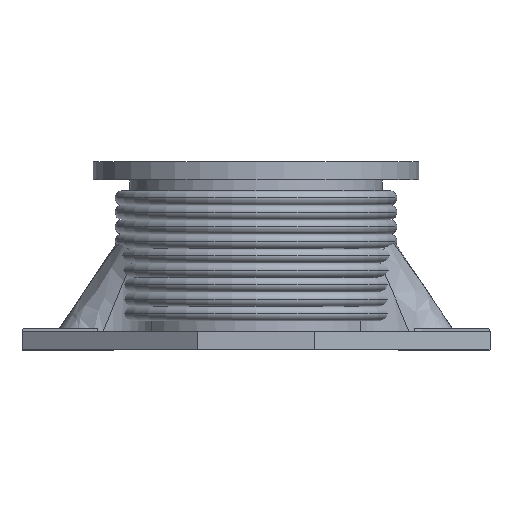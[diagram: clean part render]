
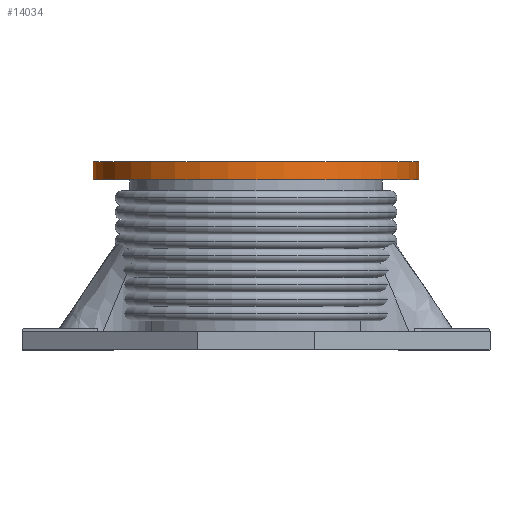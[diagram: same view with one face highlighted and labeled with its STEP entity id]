
A CAD part, front view. The second image highlights one B-rep face of the part: STEP entity #14034.
In plain terms, the highlighted cylindrical face has radius 4.5 mm (diameter 9 mm), a partial arc.
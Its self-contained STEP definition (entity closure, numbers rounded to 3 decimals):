
#2094 = DIRECTION ( 'NONE',  ( 0., 0., -1. ) ) ;
#2262 = EDGE_LOOP ( 'NONE', ( #12276, #20263, #19690, #4881 ) ) ;
#2361 = CARTESIAN_POINT ( 'NONE',  ( 4.5, 0., 4.7 ) ) ;
#2938 = DIRECTION ( 'NONE',  ( -1., 0., 0. ) ) ;
#3808 = LINE ( 'NONE', #12278, #18792 ) ;
#4165 = VERTEX_POINT ( 'NONE', #2361 ) ;
#4881 = ORIENTED_EDGE ( 'NONE', *, *, #7464, .T. ) ;
#5111 = CIRCLE ( 'NONE', #16751, 4.5 ) ;
#5455 = AXIS2_PLACEMENT_3D ( 'NONE', #7557, #21512, #10757 ) ;
#7464 = EDGE_CURVE ( 'NONE', #13095, #4165, #5111, .T. ) ;
#7557 = CARTESIAN_POINT ( 'NONE',  ( 0., 0., 5.2 ) ) ;
#8334 = CARTESIAN_POINT ( 'NONE',  ( -4.5, 0., 5.2 ) ) ;
#8533 = AXIS2_PLACEMENT_3D ( 'NONE', #18885, #15230, #2938 ) ;
#9392 = VERTEX_POINT ( 'NONE', #11192 ) ;
#10474 = CARTESIAN_POINT ( 'NONE',  ( -4.5, 0., 4.7 ) ) ;
#10757 = DIRECTION ( 'NONE',  ( 1., 0., 0. ) ) ;
#11192 = CARTESIAN_POINT ( 'NONE',  ( -4.5, 0., 5.2 ) ) ;
#11867 = CARTESIAN_POINT ( 'NONE',  ( 4.5, 0., 5.2 ) ) ;
#11934 = CYLINDRICAL_SURFACE ( 'NONE', #8533, 4.5 ) ;
#12276 = ORIENTED_EDGE ( 'NONE', *, *, #22355, .F. ) ;
#12278 = CARTESIAN_POINT ( 'NONE',  ( 4.5, 0., 5.2 ) ) ;
#13095 = VERTEX_POINT ( 'NONE', #10474 ) ;
#13530 = FACE_OUTER_BOUND ( 'NONE', #2262, .T. ) ;
#14034 = ADVANCED_FACE ( 'NONE', ( #13530 ), #11934, .T. ) ;
#14501 = EDGE_CURVE ( 'NONE', #9392, #13095, #21838, .T. ) ;
#14927 = DIRECTION ( 'NONE',  ( 1., 0., 0. ) ) ;
#15230 = DIRECTION ( 'NONE',  ( 0., 0., -1. ) ) ;
#15643 = CIRCLE ( 'NONE', #5455, 4.5 ) ;
#16280 = DIRECTION ( 'NONE',  ( 0., 0., 1. ) ) ;
#16751 = AXIS2_PLACEMENT_3D ( 'NONE', #21571, #16280, #14927 ) ;
#16856 = EDGE_CURVE ( 'NONE', #9392, #18328, #15643, .T. ) ;
#18328 = VERTEX_POINT ( 'NONE', #11867 ) ;
#18792 = VECTOR ( 'NONE', #2094, 1000. ) ;
#18885 = CARTESIAN_POINT ( 'NONE',  ( 0., 0., 5.2 ) ) ;
#19690 = ORIENTED_EDGE ( 'NONE', *, *, #14501, .T. ) ;
#20263 = ORIENTED_EDGE ( 'NONE', *, *, #16856, .F. ) ;
#20560 = DIRECTION ( 'NONE',  ( 0., 0., -1. ) ) ;
#21512 = DIRECTION ( 'NONE',  ( 0., 0., 1. ) ) ;
#21571 = CARTESIAN_POINT ( 'NONE',  ( 0., 0., 4.7 ) ) ;
#21838 = LINE ( 'NONE', #8334, #22118 ) ;
#22118 = VECTOR ( 'NONE', #20560, 1000. ) ;
#22355 = EDGE_CURVE ( 'NONE', #18328, #4165, #3808, .T. ) ;
